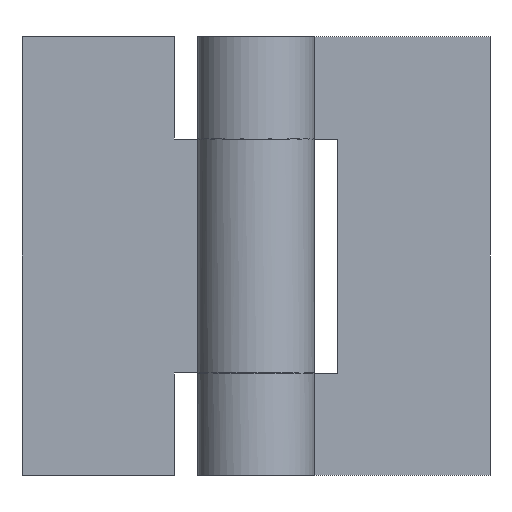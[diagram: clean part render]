
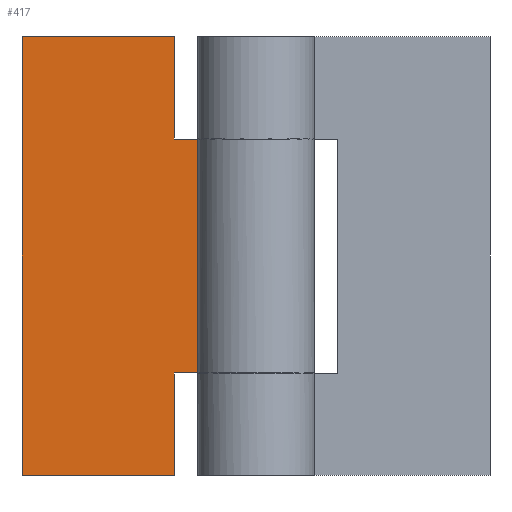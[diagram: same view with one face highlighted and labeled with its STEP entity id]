
A CAD part, front view. The second image highlights one B-rep face of the part: STEP entity #417.
In plain terms, the highlighted free-form (B-spline) face has degree [1, 1] with [2, 2] control points.
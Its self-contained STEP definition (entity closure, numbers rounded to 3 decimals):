
#49=CARTESIAN_POINT('',(-2.8,1.0,0.0));
#50=VERTEX_POINT('',#49);
#65=CARTESIAN_POINT('',(-2.8,1.0,3.5));
#66=VERTEX_POINT('',#65);
#72=CARTESIAN_POINT('',(-2.8,1.0,0.0));
#73=CARTESIAN_POINT('',(-2.8,1.0,3.5));
#74=QUASI_UNIFORM_CURVE('',1,(#72,#73),.UNSPECIFIED.,.F.,.U.);
#75=EDGE_CURVE('',#50,#66,#74,.T.);
#121=CARTESIAN_POINT('',(0.,1.0,3.5));
#122=VERTEX_POINT('',#121);
#142=CARTESIAN_POINT('',(-2.8,1.0,3.5));
#143=CARTESIAN_POINT('',(0.,1.0,3.5));
#144=QUASI_UNIFORM_CURVE('',1,(#142,#143),.UNSPECIFIED.,.F.,.U.);
#145=EDGE_CURVE('',#66,#122,#144,.T.);
#155=CARTESIAN_POINT('',(-2.8,1.0,11.5));
#156=VERTEX_POINT('',#155);
#171=CARTESIAN_POINT('',(-2.8,1.0,15.0));
#172=VERTEX_POINT('',#171);
#178=CARTESIAN_POINT('',(-2.8,1.0,11.5));
#179=CARTESIAN_POINT('',(-2.8,1.0,15.0));
#180=QUASI_UNIFORM_CURVE('',1,(#178,#179),.UNSPECIFIED.,.F.,.U.);
#181=EDGE_CURVE('',#156,#172,#180,.T.);
#193=CARTESIAN_POINT('',(0.,1.0,11.5));
#194=VERTEX_POINT('',#193);
#248=CARTESIAN_POINT('',(0.,1.0,11.5));
#249=CARTESIAN_POINT('',(-2.8,1.0,11.5));
#250=QUASI_UNIFORM_CURVE('',1,(#248,#249),.UNSPECIFIED.,.F.,.U.);
#251=EDGE_CURVE('',#194,#156,#250,.T.);
#262=CARTESIAN_POINT('',(-8.0,1.0,0.0));
#263=VERTEX_POINT('',#262);
#264=CARTESIAN_POINT('',(-8.0,1.0,0.0));
#265=CARTESIAN_POINT('',(-2.8,1.0,0.0));
#266=QUASI_UNIFORM_CURVE('',1,(#264,#265),.UNSPECIFIED.,.F.,.U.);
#267=EDGE_CURVE('',#263,#50,#266,.T.);
#289=CARTESIAN_POINT('',(-8.0,1.0,15.0));
#290=VERTEX_POINT('',#289);
#291=CARTESIAN_POINT('',(-8.0,1.0,15.0));
#292=CARTESIAN_POINT('',(-2.8,1.0,15.0));
#293=QUASI_UNIFORM_CURVE('',1,(#291,#292),.UNSPECIFIED.,.F.,.U.);
#294=EDGE_CURVE('',#290,#172,#293,.T.);
#387=CARTESIAN_POINT('',(0.,1.0,11.5));
#388=CARTESIAN_POINT('',(0.,1.0,3.5));
#389=QUASI_UNIFORM_CURVE('',1,(#387,#388),.UNSPECIFIED.,.F.,.U.);
#390=EDGE_CURVE('',#194,#122,#389,.T.);
#398=CARTESIAN_POINT('',(-8.4,1.0,-0.749));
#399=CARTESIAN_POINT('',(-8.4,1.0,15.749));
#400=CARTESIAN_POINT('',(0.4,1.0,-0.749));
#401=CARTESIAN_POINT('',(0.4,1.0,15.749));
#402=B_SPLINE_SURFACE_WITH_KNOTS('',1,1,((#398,#400),(#399,#401)),.UNSPECIFIED.,.F.,.F.,.U.,(2,2),(2,2),(0.0,16.499),(0.0,8.799),.UNSPECIFIED.);
#403=ORIENTED_EDGE('',*,*,#75,.T.);
#404=ORIENTED_EDGE('',*,*,#145,.T.);
#405=ORIENTED_EDGE('',*,*,#390,.F.);
#406=ORIENTED_EDGE('',*,*,#251,.T.);
#407=ORIENTED_EDGE('',*,*,#181,.T.);
#408=ORIENTED_EDGE('',*,*,#294,.F.);
#409=CARTESIAN_POINT('',(-8.0,1.0,15.0));
#410=CARTESIAN_POINT('',(-8.0,1.0,0.0));
#411=QUASI_UNIFORM_CURVE('',1,(#409,#410),.UNSPECIFIED.,.F.,.U.);
#412=EDGE_CURVE('',#290,#263,#411,.T.);
#413=ORIENTED_EDGE('',*,*,#412,.T.);
#414=ORIENTED_EDGE('',*,*,#267,.T.);
#415=EDGE_LOOP('',(#403,#404,#405,#406,#407,#408,#413,#414));
#416=FACE_OUTER_BOUND('',#415,.T.);
#417=ADVANCED_FACE('',(#416),#402,.F.);
